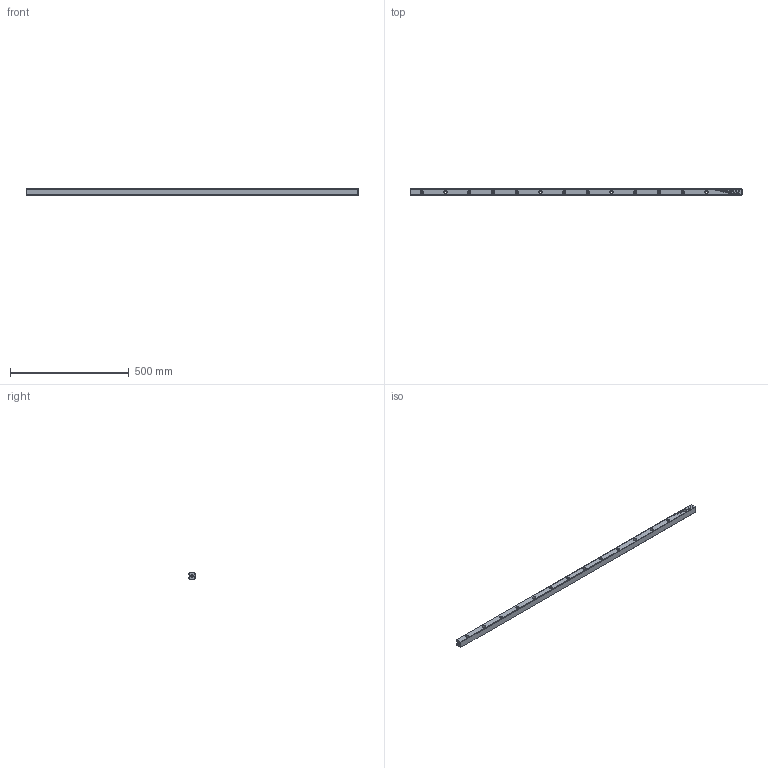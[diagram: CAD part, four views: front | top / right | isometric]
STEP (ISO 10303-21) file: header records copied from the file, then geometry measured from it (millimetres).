
FILE_DESCRIPTION(/* description */ (''),/* implementation_level */ '2;1');
FILE_NAME(/* name */ 'Rail RSD-121400.stp',/* time_stamp */ '2025-01-13T09:41:51+01:00',/* author */ (''),/* organization */ (''),/* preprocessor_version */ 'ST-DEVELOPER v16.7',/* originating_system */ 'SIEMENS PLM Software NX 12.0',/* authorisation */ '');
FILE_SCHEMA (('AUTOMOTIVE_DESIGN { 1 0 10303 214 3 1 1 1 }'));
Length unit declared in the file: millimetre
Products named in the file (1): Rail RSD-121400_step_stp
Bounding box: 1400 x 25.9 x 28 mm (x, y, z)
Volume: 928714.6 mm3; surface area: 168590.1 mm2
Topology: 1 solids, 1 shells, 393 faces, 1014 edges, 670 vertices
Faces by surface type: plane 239, bspline 90, cylinder 32, cone 32
Full cylindrical faces by diameter (mm): 6.9 x2, 8.5 x14, 13.5 x14
Entity records: 14000 total; most frequent: CARTESIAN_POINT 3228, ORIENTED_EDGE 1872, DIRECTION 1458, EDGE_CURVE 936, LINE 662, VECTOR 662, VERTEX_POINT 656, EDGE_LOOP 530
